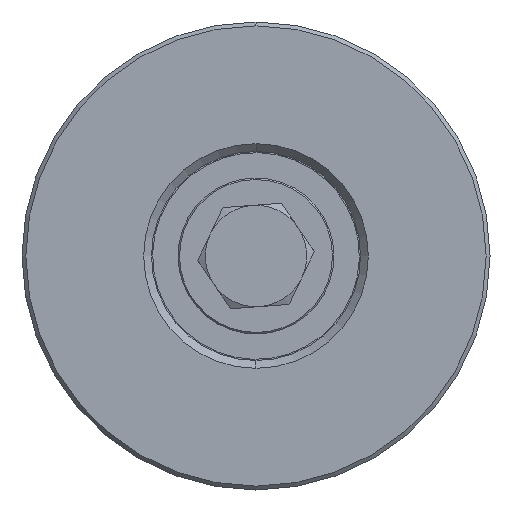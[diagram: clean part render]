
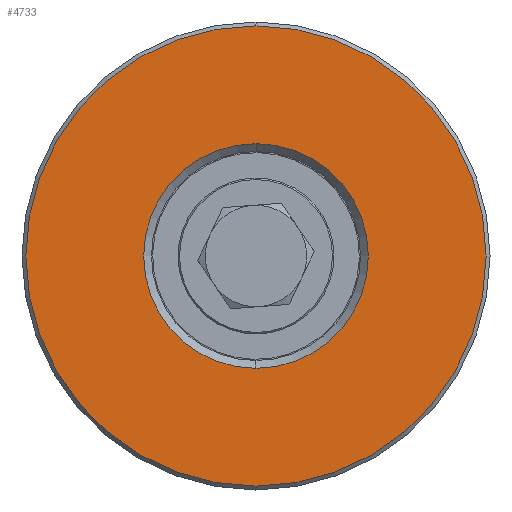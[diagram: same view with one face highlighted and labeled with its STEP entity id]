
A CAD part, left-side view. The second image highlights one B-rep face of the part: STEP entity #4733.
In plain terms, the highlighted planar face has unit normal (-1, 0, 0).
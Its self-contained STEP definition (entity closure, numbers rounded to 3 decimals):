
#88 = DIRECTION ( 'NONE',  ( 1., 0., 0. ) ) ;
#153 = VERTEX_POINT ( 'NONE', #5719 ) ;
#277 = DIRECTION ( 'NONE',  ( 0., 0., -1. ) ) ;
#419 = CARTESIAN_POINT ( 'NONE',  ( 0., 0., -29.5 ) ) ;
#712 = EDGE_CURVE ( 'NONE', #3103, #2243, #4779, .T. ) ;
#727 = AXIS2_PLACEMENT_3D ( 'NONE', #2901, #88, #3476 ) ;
#1038 = CIRCLE ( 'NONE', #7289, 29.5 ) ;
#1089 = CIRCLE ( 'NONE', #6090, 14.4 ) ;
#1123 = CARTESIAN_POINT ( 'NONE',  ( 0., 0., 0. ) ) ;
#1124 = ORIENTED_EDGE ( 'NONE', *, *, #1402, .T. ) ;
#1402 = EDGE_CURVE ( 'NONE', #7481, #153, #7280, .T. ) ;
#1448 = EDGE_CURVE ( 'NONE', #153, #7481, #1038, .T. ) ;
#1574 = EDGE_LOOP ( 'NONE', ( #1124, #1610 ) ) ;
#1610 = ORIENTED_EDGE ( 'NONE', *, *, #1448, .T. ) ;
#1715 = DIRECTION ( 'NONE',  ( 0., 0., -1. ) ) ;
#1830 = DIRECTION ( 'NONE',  ( 0., 0., -1. ) ) ;
#2243 = VERTEX_POINT ( 'NONE', #7596 ) ;
#2755 = CARTESIAN_POINT ( 'NONE',  ( 0., 0., 14.4 ) ) ;
#2901 = CARTESIAN_POINT ( 'NONE',  ( 0., 13.4, 0. ) ) ;
#3103 = VERTEX_POINT ( 'NONE', #2755 ) ;
#3235 = CARTESIAN_POINT ( 'NONE',  ( 0., 0., 0. ) ) ;
#3458 = EDGE_LOOP ( 'NONE', ( #7104, #6481 ) ) ;
#3476 = DIRECTION ( 'NONE',  ( 0., 0., -1. ) ) ;
#3478 = DIRECTION ( 'NONE',  ( -1., 0., 0. ) ) ;
#3965 = EDGE_CURVE ( 'NONE', #2243, #3103, #1089, .T. ) ;
#4063 = DIRECTION ( 'NONE',  ( 1., 0., 0. ) ) ;
#4408 = FACE_OUTER_BOUND ( 'NONE', #1574, .T. ) ;
#4733 = ADVANCED_FACE ( 'NONE', ( #5966, #4408 ), #5904, .F. ) ;
#4779 = CIRCLE ( 'NONE', #6344, 14.4 ) ;
#4798 = CARTESIAN_POINT ( 'NONE',  ( 0., 0., 0. ) ) ;
#5249 = DIRECTION ( 'NONE',  ( -1., 0., 0. ) ) ;
#5360 = DIRECTION ( 'NONE',  ( 1., 0., 0. ) ) ;
#5719 = CARTESIAN_POINT ( 'NONE',  ( 0., 0., 29.5 ) ) ;
#5904 = PLANE ( 'NONE',  #727 ) ;
#5966 = FACE_BOUND ( 'NONE', #3458, .T. ) ;
#6090 = AXIS2_PLACEMENT_3D ( 'NONE', #4798, #5360, #1830 ) ;
#6344 = AXIS2_PLACEMENT_3D ( 'NONE', #3235, #4063, #277 ) ;
#6481 = ORIENTED_EDGE ( 'NONE', *, *, #3965, .T. ) ;
#6894 = AXIS2_PLACEMENT_3D ( 'NONE', #6961, #3478, #7565 ) ;
#6961 = CARTESIAN_POINT ( 'NONE',  ( 0., 0., 0. ) ) ;
#7104 = ORIENTED_EDGE ( 'NONE', *, *, #712, .T. ) ;
#7280 = CIRCLE ( 'NONE', #6894, 29.5 ) ;
#7289 = AXIS2_PLACEMENT_3D ( 'NONE', #1123, #5249, #1715 ) ;
#7481 = VERTEX_POINT ( 'NONE', #419 ) ;
#7565 = DIRECTION ( 'NONE',  ( 0., 0., -1. ) ) ;
#7596 = CARTESIAN_POINT ( 'NONE',  ( 0., 0., -14.4 ) ) ;
